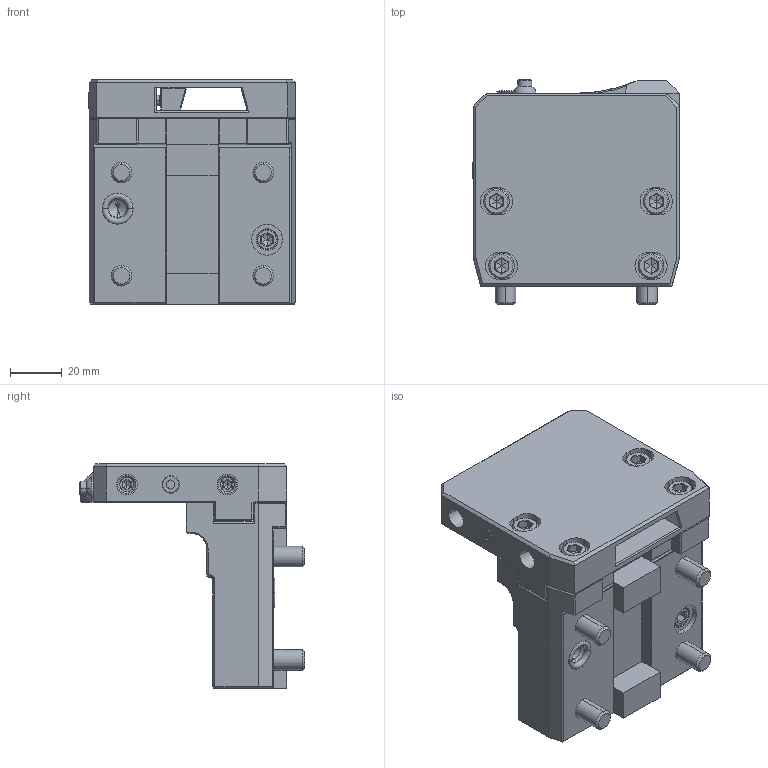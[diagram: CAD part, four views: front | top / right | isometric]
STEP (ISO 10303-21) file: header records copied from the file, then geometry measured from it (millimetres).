
FILE_DESCRIPTION((''),'2;1');
FILE_NAME('NGT_CL_44_26_NT','2021-01-13T',('vali'),('NOVA GRUP'),'PRO/ENGINEER BY PARAMETRIC TECHNOLOGY CORPORATION, 2010280','PRO/ENGINEER BY PARAMETRIC TECHNOLOGY CORPORATION, 2010280','');
FILE_SCHEMA(('CONFIG_CONTROL_DESIGN'));
Length unit declared in the file: millimetre
Products named in the file (1): NGT_CL_44_26_NT
Bounding box: 80.26 x 87.45 x 87 mm (x, y, z)
Volume: 199599.7 mm3; surface area: 47927.1 mm2
Topology: 1 solids, 1 shells, 486 faces, 1174 edges, 693 vertices
Faces by surface type: plane 295, cylinder 110, cone 48, bspline 20, torus 11, sphere 2
Entity records: 14636 total; most frequent: CARTESIAN_POINT 3556, ORIENTED_EDGE 2308, DIRECTION 2181, EDGE_CURVE 1154, VECTOR 855, LINE 855, VERTEX_POINT 693, AXIS2_PLACEMENT_3D 663
